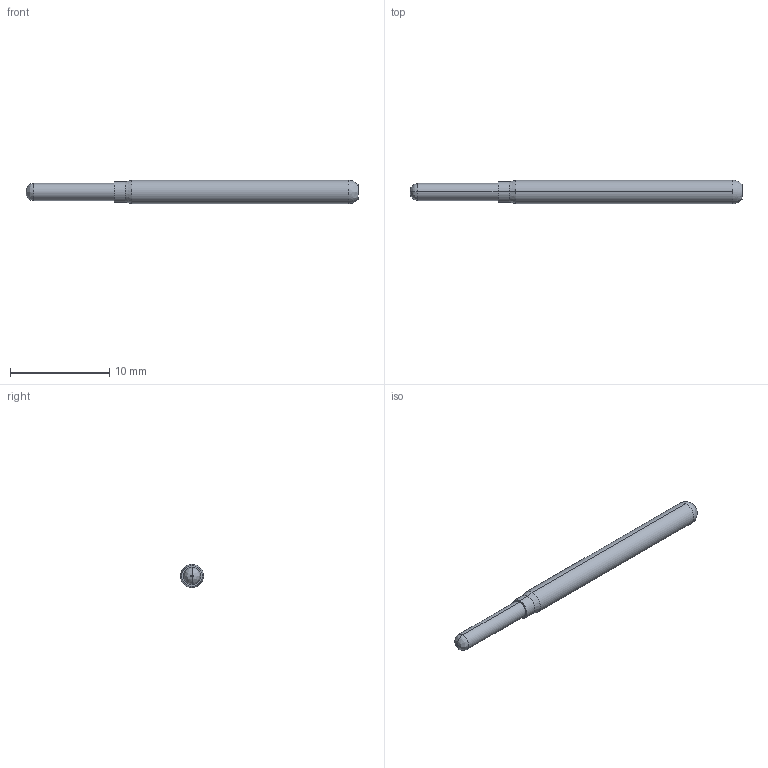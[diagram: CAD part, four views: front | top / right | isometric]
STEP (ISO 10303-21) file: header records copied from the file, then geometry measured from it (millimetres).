
FILE_DESCRIPTION (( 'STEP AP214' ), '1' );
FILE_NAME ('156-PR_2540_.STEP', '2014-07-14T12:17:45', ( 'spare' ), ( '' ), 'SwSTEP 2.0', 'SolidWorks 2014', '' );
FILE_SCHEMA (( 'AUTOMOTIVE_DESIGN' ));
Length unit declared in the file: inch
Products named in the file (1): 156-PR_2540_
Bounding box: 33.53 x 2.35 x 2.35 mm (x, y, z)
Volume: 124.8 mm3; surface area: 231.9 mm2
Topology: 1 solids, 1 shells, 14 faces, 30 edges, 18 vertices
Faces by surface type: cylinder 6, bspline 3, plane 3, cone 2
Entity records: 649 total; most frequent: CARTESIAN_POINT 138, DIRECTION 64, ORIENTED_EDGE 56, AXIS2_PLACEMENT_3D 28, EDGE_CURVE 28, VERTEX_POINT 18, UNCERTAINTY_MEASURE_WITH_UNIT 17, DIMENSIONAL_EXPONENTS 17
